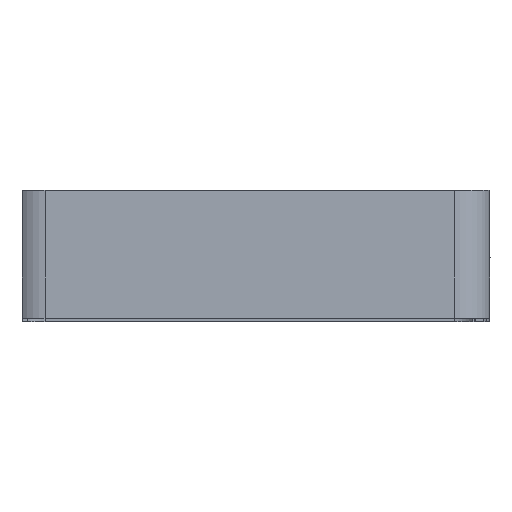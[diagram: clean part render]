
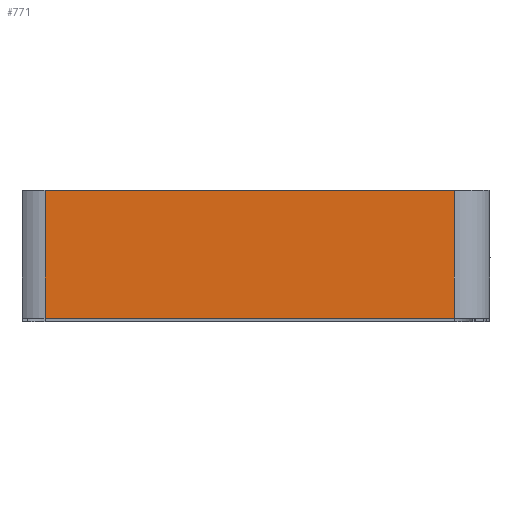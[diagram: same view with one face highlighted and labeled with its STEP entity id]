
A CAD part, front view. The second image highlights one B-rep face of the part: STEP entity #771.
In plain terms, the highlighted face is planar.
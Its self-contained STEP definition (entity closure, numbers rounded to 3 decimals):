
#111 = PLANE ( 'NONE',  #750 ) ;
#115 = CARTESIAN_POINT ( 'NONE',  ( -50.7, 51.5, 7.5 ) ) ;
#188 = ORIENTED_EDGE ( 'NONE', *, *, #1125, .T. ) ;
#227 = CARTESIAN_POINT ( 'NONE',  ( -50.7, 51.5, 7.5 ) ) ;
#236 = EDGE_CURVE ( 'NONE', #674, #1224, #1295, .T. ) ;
#292 = DIRECTION ( 'NONE',  ( 0., 0., -1. ) ) ;
#296 = CARTESIAN_POINT ( 'NONE',  ( -2.7, 51.5, 7.5 ) ) ;
#308 = CARTESIAN_POINT ( 'NONE',  ( -2.7, 51.5, 7.5 ) ) ;
#311 = CARTESIAN_POINT ( 'NONE',  ( -50.7, 51.5, -7.5 ) ) ;
#312 = VECTOR ( 'NONE', #423, 1000. ) ;
#347 = DIRECTION ( 'NONE',  ( 0., 0., -1. ) ) ;
#423 = DIRECTION ( 'NONE',  ( -1., 0., 0. ) ) ;
#448 = FACE_OUTER_BOUND ( 'NONE', #536, .T. ) ;
#514 = VECTOR ( 'NONE', #1253, 1000. ) ;
#526 = DIRECTION ( 'NONE',  ( 0., -1., 0. ) ) ;
#536 = EDGE_LOOP ( 'NONE', ( #1170, #1053, #1059, #188 ) ) ;
#634 = VERTEX_POINT ( 'NONE', #900 ) ;
#674 = VERTEX_POINT ( 'NONE', #1121 ) ;
#693 = VECTOR ( 'NONE', #292, 1000. ) ;
#742 = CARTESIAN_POINT ( 'NONE',  ( -50.7, 51.5, -7.5 ) ) ;
#750 = AXIS2_PLACEMENT_3D ( 'NONE', #227, #526, #1271 ) ;
#771 = ADVANCED_FACE ( 'NONE', ( #448 ), #111, .F. ) ;
#900 = CARTESIAN_POINT ( 'NONE',  ( -2.7, 51.5, -7.5 ) ) ;
#983 = LINE ( 'NONE', #296, #693 ) ;
#1010 = VECTOR ( 'NONE', #347, 1000. ) ;
#1053 = ORIENTED_EDGE ( 'NONE', *, *, #236, .F. ) ;
#1059 = ORIENTED_EDGE ( 'NONE', *, *, #1205, .F. ) ;
#1121 = CARTESIAN_POINT ( 'NONE',  ( -50.7, 51.5, 7.5 ) ) ;
#1125 = EDGE_CURVE ( 'NONE', #1202, #634, #983, .T. ) ;
#1154 = LINE ( 'NONE', #1269, #312 ) ;
#1170 = ORIENTED_EDGE ( 'NONE', *, *, #1243, .T. ) ;
#1202 = VERTEX_POINT ( 'NONE', #308 ) ;
#1205 = EDGE_CURVE ( 'NONE', #1202, #674, #1154, .T. ) ;
#1224 = VERTEX_POINT ( 'NONE', #742 ) ;
#1243 = EDGE_CURVE ( 'NONE', #634, #1224, #1365, .T. ) ;
#1253 = DIRECTION ( 'NONE',  ( -1., 0., 0. ) ) ;
#1269 = CARTESIAN_POINT ( 'NONE',  ( -50.7, 51.5, 7.5 ) ) ;
#1271 = DIRECTION ( 'NONE',  ( 0., 0., -1. ) ) ;
#1295 = LINE ( 'NONE', #115, #1010 ) ;
#1365 = LINE ( 'NONE', #311, #514 ) ;
